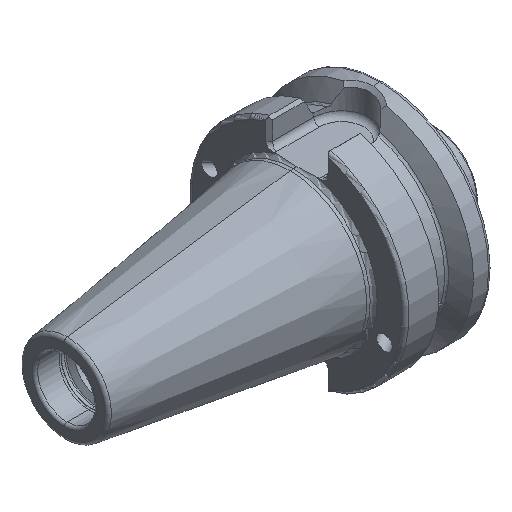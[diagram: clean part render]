
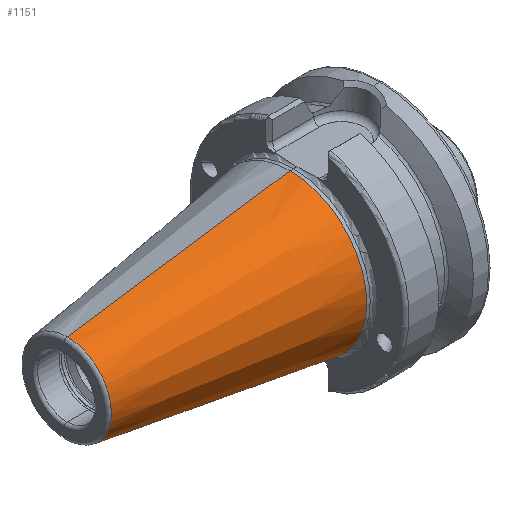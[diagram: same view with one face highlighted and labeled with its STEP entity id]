
A CAD part, isometric view. The second image highlights one B-rep face of the part: STEP entity #1151.
In plain terms, the highlighted conical face has half-angle 8.297 degrees and reference radius 22.225 mm.
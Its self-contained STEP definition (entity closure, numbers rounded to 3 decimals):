
#324 = DIRECTION ( 'NONE',  ( -1., 0., 0. ) ) ;
#344 = CONICAL_SURFACE ( 'NONE', #628, 22.225, 0.145 ) ;
#516 = FACE_OUTER_BOUND ( 'NONE', #2981, .T. ) ;
#628 = AXIS2_PLACEMENT_3D ( 'NONE', #4177, #3691, #3204 ) ;
#665 = CARTESIAN_POINT ( 'NONE',  ( 0., 0., -22.225 ) ) ;
#711 = ORIENTED_EDGE ( 'NONE', *, *, #4045, .T. ) ;
#742 = CARTESIAN_POINT ( 'NONE',  ( 0., 0., -22.225 ) ) ;
#950 = DIRECTION ( 'NONE',  ( -1., 0., 0. ) ) ;
#1151 = ADVANCED_FACE ( 'NONE', ( #516 ), #344, .T. ) ;
#1498 = LINE ( 'NONE', #665, #2645 ) ;
#1991 = CARTESIAN_POINT ( 'NONE',  ( -64.544, 0., 12.812 ) ) ;
#2281 = ORIENTED_EDGE ( 'NONE', *, *, #4712, .F. ) ;
#2472 = DIRECTION ( 'NONE',  ( 0.99, 0., 0.144 ) ) ;
#2645 = VECTOR ( 'NONE', #6139, 1000. ) ;
#2837 = VERTEX_POINT ( 'NONE', #4280 ) ;
#2981 = EDGE_LOOP ( 'NONE', ( #2281, #6023, #4711, #711 ) ) ;
#3204 = DIRECTION ( 'NONE',  ( 0., 0., -1. ) ) ;
#3418 = CARTESIAN_POINT ( 'NONE',  ( 0., 0., 0. ) ) ;
#3586 = VECTOR ( 'NONE', #2472, 1000. ) ;
#3691 = DIRECTION ( 'NONE',  ( 1., 0., 0. ) ) ;
#3904 = DIRECTION ( 'NONE',  ( 0., 0., 1. ) ) ;
#3958 = CARTESIAN_POINT ( 'NONE',  ( -64.544, 0., 0. ) ) ;
#4045 = EDGE_CURVE ( 'NONE', #4453, #4436, #6255, .T. ) ;
#4177 = CARTESIAN_POINT ( 'NONE',  ( 0., 0., 0. ) ) ;
#4280 = CARTESIAN_POINT ( 'NONE',  ( -64.544, 0., -12.812 ) ) ;
#4397 = AXIS2_PLACEMENT_3D ( 'NONE', #3418, #324, #3904 ) ;
#4436 = VERTEX_POINT ( 'NONE', #4749 ) ;
#4448 = DIRECTION ( 'NONE',  ( 0., 0., 1. ) ) ;
#4453 = VERTEX_POINT ( 'NONE', #742 ) ;
#4711 = ORIENTED_EDGE ( 'NONE', *, *, #6077, .T. ) ;
#4712 = EDGE_CURVE ( 'NONE', #5861, #4436, #4866, .T. ) ;
#4722 = EDGE_CURVE ( 'NONE', #2837, #5861, #6166, .T. ) ;
#4749 = CARTESIAN_POINT ( 'NONE',  ( 0., 0., 22.225 ) ) ;
#4866 = LINE ( 'NONE', #5388, #3586 ) ;
#5227 = AXIS2_PLACEMENT_3D ( 'NONE', #3958, #950, #4448 ) ;
#5388 = CARTESIAN_POINT ( 'NONE',  ( 0., 0., 22.225 ) ) ;
#5861 = VERTEX_POINT ( 'NONE', #1991 ) ;
#6023 = ORIENTED_EDGE ( 'NONE', *, *, #4722, .F. ) ;
#6077 = EDGE_CURVE ( 'NONE', #2837, #4453, #1498, .T. ) ;
#6139 = DIRECTION ( 'NONE',  ( 0.99, 0., -0.144 ) ) ;
#6166 = CIRCLE ( 'NONE', #5227, 12.812 ) ;
#6255 = CIRCLE ( 'NONE', #4397, 22.225 ) ;
